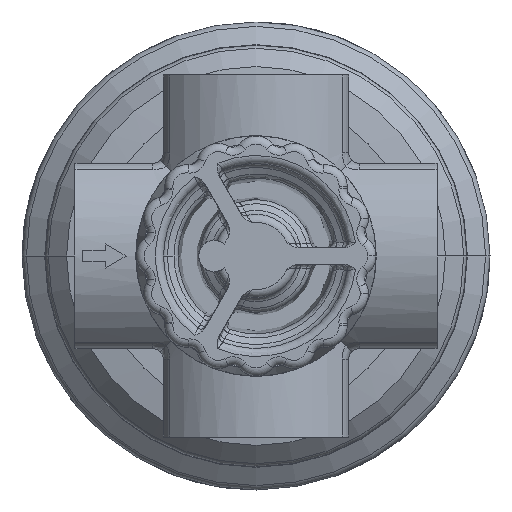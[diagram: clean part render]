
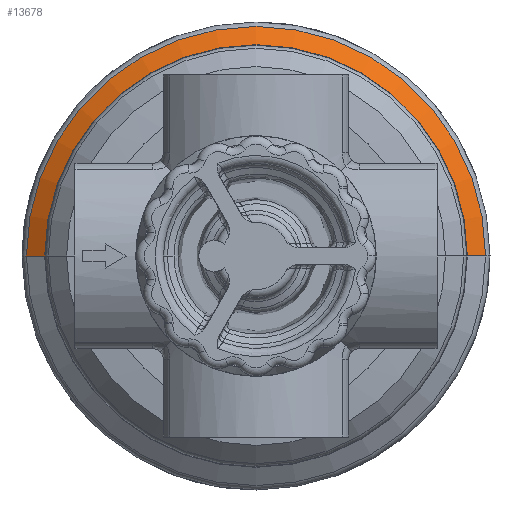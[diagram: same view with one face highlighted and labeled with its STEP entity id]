
A CAD part, front view. The second image highlights one B-rep face of the part: STEP entity #13678.
In plain terms, the highlighted conical face has half-angle 55 degrees and reference radius 34.341 mm.
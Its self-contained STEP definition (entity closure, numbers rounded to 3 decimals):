
#428 = ORIENTED_EDGE ( 'NONE', *, *, #16890, .T. ) ;
#757 = VERTEX_POINT ( 'NONE', #12311 ) ;
#2018 = ORIENTED_EDGE ( 'NONE', *, *, #9060, .F. ) ;
#2222 = DIRECTION ( 'NONE',  ( 0., 0.574, -0.819 ) ) ;
#2964 = EDGE_LOOP ( 'NONE', ( #2018, #428, #10668, #7988 ) ) ;
#3085 = DIRECTION ( 'NONE',  ( 0., -1., 0. ) ) ;
#3206 = CIRCLE ( 'NONE', #11313, 30.988 ) ;
#4248 = DIRECTION ( 'NONE',  ( 0., 0., -1. ) ) ;
#4436 = LINE ( 'NONE', #11077, #4880 ) ;
#4704 = EDGE_CURVE ( 'NONE', #15320, #757, #4436, .T. ) ;
#4832 = LINE ( 'NONE', #10145, #15095 ) ;
#4880 = VECTOR ( 'NONE', #9758, 1000. ) ;
#6311 = CIRCLE ( 'NONE', #10768, 33.663 ) ;
#6359 = VERTEX_POINT ( 'NONE', #9883 ) ;
#7988 = ORIENTED_EDGE ( 'NONE', *, *, #4704, .F. ) ;
#8244 = CARTESIAN_POINT ( 'NONE',  ( 0., 58.453, 0. ) ) ;
#8740 = VERTEX_POINT ( 'NONE', #10743 ) ;
#8973 = CARTESIAN_POINT ( 'NONE',  ( 0., 56.58, 30.988 ) ) ;
#9060 = EDGE_CURVE ( 'NONE', #8740, #15320, #3206, .T. ) ;
#9758 = DIRECTION ( 'NONE',  ( 0., 0.574, 0.819 ) ) ;
#9883 = CARTESIAN_POINT ( 'NONE',  ( 0., 58.453, -33.663 ) ) ;
#10068 = DIRECTION ( 'NONE',  ( 0., 1., 0. ) ) ;
#10145 = CARTESIAN_POINT ( 'NONE',  ( 0., 58.928, -34.341 ) ) ;
#10205 = AXIS2_PLACEMENT_3D ( 'NONE', #15421, #10068, #16651 ) ;
#10668 = ORIENTED_EDGE ( 'NONE', *, *, #13577, .T. ) ;
#10743 = CARTESIAN_POINT ( 'NONE',  ( 0., 56.58, -30.988 ) ) ;
#10768 = AXIS2_PLACEMENT_3D ( 'NONE', #8244, #3085, #11130 ) ;
#11077 = CARTESIAN_POINT ( 'NONE',  ( 0., 58.928, 34.341 ) ) ;
#11130 = DIRECTION ( 'NONE',  ( 0., 0., -1. ) ) ;
#11307 = FACE_OUTER_BOUND ( 'NONE', #2964, .T. ) ;
#11313 = AXIS2_PLACEMENT_3D ( 'NONE', #15102, #16495, #4248 ) ;
#12311 = CARTESIAN_POINT ( 'NONE',  ( 0., 58.453, 33.663 ) ) ;
#13577 = EDGE_CURVE ( 'NONE', #6359, #757, #6311, .T. ) ;
#13678 = ADVANCED_FACE ( 'NONE', ( #11307 ), #16090, .T. ) ;
#15095 = VECTOR ( 'NONE', #2222, 1000. ) ;
#15102 = CARTESIAN_POINT ( 'NONE',  ( 0., 56.58, 0. ) ) ;
#15320 = VERTEX_POINT ( 'NONE', #8973 ) ;
#15421 = CARTESIAN_POINT ( 'NONE',  ( 0., 58.928, 0. ) ) ;
#16090 = CONICAL_SURFACE ( 'NONE', #10205, 34.341, 0.96 ) ;
#16495 = DIRECTION ( 'NONE',  ( 0., -1., 0. ) ) ;
#16651 = DIRECTION ( 'NONE',  ( 0., 0., 1. ) ) ;
#16890 = EDGE_CURVE ( 'NONE', #8740, #6359, #4832, .T. ) ;
